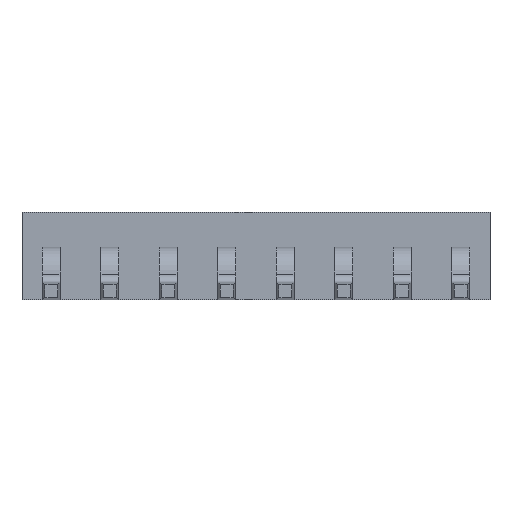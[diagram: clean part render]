
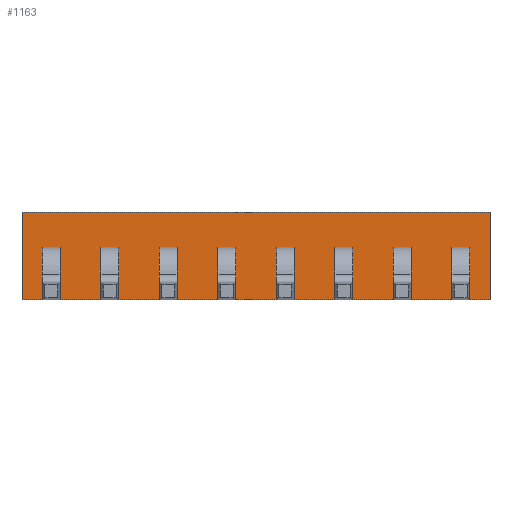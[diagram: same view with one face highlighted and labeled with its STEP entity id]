
A CAD part, front view. The second image highlights one B-rep face of the part: STEP entity #1163.
In plain terms, the highlighted planar face has unit normal (0, -1, 0).
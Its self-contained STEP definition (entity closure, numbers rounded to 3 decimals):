
#250=ORIENTED_EDGE('',*,*,#458,.T.);
#251=ORIENTED_EDGE('',*,*,#482,.T.);
#252=ORIENTED_EDGE('',*,*,#465,.T.);
#253=ORIENTED_EDGE('',*,*,#462,.T.);
#254=ORIENTED_EDGE('',*,*,#448,.T.);
#255=ORIENTED_EDGE('',*,*,#480,.T.);
#256=ORIENTED_EDGE('',*,*,#455,.T.);
#257=ORIENTED_EDGE('',*,*,#452,.T.);
#258=ORIENTED_EDGE('',*,*,#438,.T.);
#259=ORIENTED_EDGE('',*,*,#478,.T.);
#260=ORIENTED_EDGE('',*,*,#445,.T.);
#261=ORIENTED_EDGE('',*,*,#442,.T.);
#262=ORIENTED_EDGE('',*,*,#428,.T.);
#263=ORIENTED_EDGE('',*,*,#476,.T.);
#264=ORIENTED_EDGE('',*,*,#435,.T.);
#265=ORIENTED_EDGE('',*,*,#432,.T.);
#266=ORIENTED_EDGE('',*,*,#418,.T.);
#267=ORIENTED_EDGE('',*,*,#474,.T.);
#268=ORIENTED_EDGE('',*,*,#425,.T.);
#269=ORIENTED_EDGE('',*,*,#422,.T.);
#270=ORIENTED_EDGE('',*,*,#408,.T.);
#271=ORIENTED_EDGE('',*,*,#472,.T.);
#272=ORIENTED_EDGE('',*,*,#415,.T.);
#273=ORIENTED_EDGE('',*,*,#412,.T.);
#274=ORIENTED_EDGE('',*,*,#398,.T.);
#275=ORIENTED_EDGE('',*,*,#470,.T.);
#276=ORIENTED_EDGE('',*,*,#405,.T.);
#277=ORIENTED_EDGE('',*,*,#402,.T.);
#278=ORIENTED_EDGE('',*,*,#388,.T.);
#279=ORIENTED_EDGE('',*,*,#468,.T.);
#280=ORIENTED_EDGE('',*,*,#395,.T.);
#281=ORIENTED_EDGE('',*,*,#392,.T.);
#282=ORIENTED_EDGE('',*,*,#378,.F.);
#283=ORIENTED_EDGE('',*,*,#484,.F.);
#284=ORIENTED_EDGE('',*,*,#385,.F.);
#285=ORIENTED_EDGE('',*,*,#382,.F.);
#378=EDGE_CURVE('',#532,#533,#632,.T.);
#382=EDGE_CURVE('',#533,#536,#636,.T.);
#385=EDGE_CURVE('',#536,#538,#639,.T.);
#388=EDGE_CURVE('',#540,#541,#642,.T.);
#392=EDGE_CURVE('',#544,#540,#646,.T.);
#395=EDGE_CURVE('',#546,#544,#649,.T.);
#398=EDGE_CURVE('',#548,#549,#652,.T.);
#402=EDGE_CURVE('',#552,#548,#656,.T.);
#405=EDGE_CURVE('',#554,#552,#659,.T.);
#408=EDGE_CURVE('',#556,#557,#662,.T.);
#412=EDGE_CURVE('',#560,#556,#666,.T.);
#415=EDGE_CURVE('',#562,#560,#669,.T.);
#418=EDGE_CURVE('',#564,#565,#672,.T.);
#422=EDGE_CURVE('',#568,#564,#676,.T.);
#425=EDGE_CURVE('',#570,#568,#679,.T.);
#428=EDGE_CURVE('',#572,#573,#682,.T.);
#432=EDGE_CURVE('',#576,#572,#686,.T.);
#435=EDGE_CURVE('',#578,#576,#689,.T.);
#438=EDGE_CURVE('',#580,#581,#692,.T.);
#442=EDGE_CURVE('',#584,#580,#696,.T.);
#445=EDGE_CURVE('',#586,#584,#699,.T.);
#448=EDGE_CURVE('',#588,#589,#702,.T.);
#452=EDGE_CURVE('',#592,#588,#706,.T.);
#455=EDGE_CURVE('',#594,#592,#709,.T.);
#458=EDGE_CURVE('',#596,#597,#712,.T.);
#462=EDGE_CURVE('',#600,#596,#716,.T.);
#465=EDGE_CURVE('',#602,#600,#719,.T.);
#468=EDGE_CURVE('',#541,#546,#722,.T.);
#470=EDGE_CURVE('',#549,#554,#724,.T.);
#472=EDGE_CURVE('',#557,#562,#726,.T.);
#474=EDGE_CURVE('',#565,#570,#728,.T.);
#476=EDGE_CURVE('',#573,#578,#730,.T.);
#478=EDGE_CURVE('',#581,#586,#732,.T.);
#480=EDGE_CURVE('',#589,#594,#734,.T.);
#482=EDGE_CURVE('',#597,#602,#736,.T.);
#484=EDGE_CURVE('',#538,#532,#738,.T.);
#532=VERTEX_POINT('',#1587);
#533=VERTEX_POINT('',#1588);
#536=VERTEX_POINT('',#1596);
#538=VERTEX_POINT('',#1602);
#540=VERTEX_POINT('',#1608);
#541=VERTEX_POINT('',#1609);
#544=VERTEX_POINT('',#1617);
#546=VERTEX_POINT('',#1623);
#548=VERTEX_POINT('',#1629);
#549=VERTEX_POINT('',#1630);
#552=VERTEX_POINT('',#1638);
#554=VERTEX_POINT('',#1644);
#556=VERTEX_POINT('',#1650);
#557=VERTEX_POINT('',#1651);
#560=VERTEX_POINT('',#1659);
#562=VERTEX_POINT('',#1665);
#564=VERTEX_POINT('',#1671);
#565=VERTEX_POINT('',#1672);
#568=VERTEX_POINT('',#1680);
#570=VERTEX_POINT('',#1686);
#572=VERTEX_POINT('',#1692);
#573=VERTEX_POINT('',#1693);
#576=VERTEX_POINT('',#1701);
#578=VERTEX_POINT('',#1707);
#580=VERTEX_POINT('',#1713);
#581=VERTEX_POINT('',#1714);
#584=VERTEX_POINT('',#1722);
#586=VERTEX_POINT('',#1728);
#588=VERTEX_POINT('',#1734);
#589=VERTEX_POINT('',#1735);
#592=VERTEX_POINT('',#1743);
#594=VERTEX_POINT('',#1749);
#596=VERTEX_POINT('',#1755);
#597=VERTEX_POINT('',#1756);
#600=VERTEX_POINT('',#1764);
#602=VERTEX_POINT('',#1770);
#632=LINE('',#1586,#778);
#636=LINE('',#1595,#782);
#639=LINE('',#1601,#785);
#642=LINE('',#1607,#788);
#646=LINE('',#1616,#792);
#649=LINE('',#1622,#795);
#652=LINE('',#1628,#798);
#656=LINE('',#1637,#802);
#659=LINE('',#1643,#805);
#662=LINE('',#1649,#808);
#666=LINE('',#1658,#812);
#669=LINE('',#1664,#815);
#672=LINE('',#1670,#818);
#676=LINE('',#1679,#822);
#679=LINE('',#1685,#825);
#682=LINE('',#1691,#828);
#686=LINE('',#1700,#832);
#689=LINE('',#1706,#835);
#692=LINE('',#1712,#838);
#696=LINE('',#1721,#842);
#699=LINE('',#1727,#845);
#702=LINE('',#1733,#848);
#706=LINE('',#1742,#852);
#709=LINE('',#1748,#855);
#712=LINE('',#1754,#858);
#716=LINE('',#1763,#862);
#719=LINE('',#1769,#865);
#722=LINE('',#1775,#868);
#724=LINE('',#1778,#870);
#726=LINE('',#1781,#872);
#728=LINE('',#1784,#874);
#730=LINE('',#1787,#876);
#732=LINE('',#1790,#878);
#734=LINE('',#1793,#880);
#736=LINE('',#1796,#882);
#738=LINE('',#1799,#884);
#778=VECTOR('',#1290,1000.);
#782=VECTOR('',#1296,1000.);
#785=VECTOR('',#1301,1000.);
#788=VECTOR('',#1306,1000.);
#792=VECTOR('',#1312,1000.);
#795=VECTOR('',#1317,1000.);
#798=VECTOR('',#1322,1000.);
#802=VECTOR('',#1328,1000.);
#805=VECTOR('',#1333,1000.);
#808=VECTOR('',#1338,1000.);
#812=VECTOR('',#1344,1000.);
#815=VECTOR('',#1349,1000.);
#818=VECTOR('',#1354,1000.);
#822=VECTOR('',#1360,1000.);
#825=VECTOR('',#1365,1000.);
#828=VECTOR('',#1370,1000.);
#832=VECTOR('',#1376,1000.);
#835=VECTOR('',#1381,1000.);
#838=VECTOR('',#1386,1000.);
#842=VECTOR('',#1392,1000.);
#845=VECTOR('',#1397,1000.);
#848=VECTOR('',#1402,1000.);
#852=VECTOR('',#1408,1000.);
#855=VECTOR('',#1413,1000.);
#858=VECTOR('',#1418,1000.);
#862=VECTOR('',#1424,1000.);
#865=VECTOR('',#1429,1000.);
#868=VECTOR('',#1434,1000.);
#870=VECTOR('',#1438,1000.);
#872=VECTOR('',#1442,1000.);
#874=VECTOR('',#1446,1000.);
#876=VECTOR('',#1450,1000.);
#878=VECTOR('',#1454,1000.);
#880=VECTOR('',#1458,1000.);
#882=VECTOR('',#1462,1000.);
#884=VECTOR('',#1466,1000.);
#969=EDGE_LOOP('',(#250,#251,#252,#253));
#970=EDGE_LOOP('',(#254,#255,#256,#257));
#971=EDGE_LOOP('',(#258,#259,#260,#261));
#972=EDGE_LOOP('',(#262,#263,#264,#265));
#973=EDGE_LOOP('',(#266,#267,#268,#269));
#974=EDGE_LOOP('',(#270,#271,#272,#273));
#975=EDGE_LOOP('',(#274,#275,#276,#277));
#976=EDGE_LOOP('',(#278,#279,#280,#281));
#977=EDGE_LOOP('',(#282,#283,#284,#285));
#1043=FACE_BOUND('',#969,.T.);
#1044=FACE_BOUND('',#970,.T.);
#1045=FACE_BOUND('',#971,.T.);
#1046=FACE_BOUND('',#972,.T.);
#1047=FACE_BOUND('',#973,.T.);
#1048=FACE_BOUND('',#974,.T.);
#1049=FACE_BOUND('',#975,.T.);
#1050=FACE_BOUND('',#976,.T.);
#1051=FACE_BOUND('',#977,.T.);
#1109=PLANE('',#1248);
#1163=ADVANCED_FACE('',(#1043,#1044,#1045,#1046,#1047,#1048,#1049,#1050,
#1051),#1109,.F.);
#1248=AXIS2_PLACEMENT_3D('',#1802,#1470,#1471);
#1290=DIRECTION('',(0.,0.,1.));
#1296=DIRECTION('',(1.,0.,0.));
#1301=DIRECTION('',(0.,0.,-1.));
#1306=DIRECTION('',(0.,0.,1.));
#1312=DIRECTION('',(-1.,0.,0.));
#1317=DIRECTION('',(0.,0.,-1.));
#1322=DIRECTION('',(0.,0.,1.));
#1328=DIRECTION('',(-1.,0.,0.));
#1333=DIRECTION('',(0.,0.,-1.));
#1338=DIRECTION('',(0.,0.,1.));
#1344=DIRECTION('',(-1.,0.,0.));
#1349=DIRECTION('',(0.,0.,-1.));
#1354=DIRECTION('',(0.,0.,1.));
#1360=DIRECTION('',(-1.,0.,0.));
#1365=DIRECTION('',(0.,0.,-1.));
#1370=DIRECTION('',(0.,0.,1.));
#1376=DIRECTION('',(-1.,0.,0.));
#1381=DIRECTION('',(0.,0.,-1.));
#1386=DIRECTION('',(0.,0.,1.));
#1392=DIRECTION('',(-1.,0.,0.));
#1397=DIRECTION('',(0.,0.,-1.));
#1402=DIRECTION('',(0.,0.,1.));
#1408=DIRECTION('',(-1.,0.,0.));
#1413=DIRECTION('',(0.,0.,-1.));
#1418=DIRECTION('',(0.,0.,1.));
#1424=DIRECTION('',(-1.,0.,0.));
#1429=DIRECTION('',(0.,0.,-1.));
#1434=DIRECTION('',(1.,0.,0.));
#1438=DIRECTION('',(1.,0.,0.));
#1442=DIRECTION('',(1.,0.,0.));
#1446=DIRECTION('',(1.,0.,0.));
#1450=DIRECTION('',(1.,0.,0.));
#1454=DIRECTION('',(1.,0.,0.));
#1458=DIRECTION('',(1.,0.,0.));
#1462=DIRECTION('',(1.,0.,0.));
#1466=DIRECTION('',(-1.,0.,0.));
#1470=DIRECTION('',(0.,1.,0.));
#1471=DIRECTION('',(0.,0.,1.));
#1586=CARTESIAN_POINT('',(0.,0.,0.));
#1587=CARTESIAN_POINT('',(0.,0.,0.));
#1588=CARTESIAN_POINT('',(0.,0.,1.5));
#1595=CARTESIAN_POINT('',(0.,0.,1.5));
#1596=CARTESIAN_POINT('',(8.,0.,1.5));
#1601=CARTESIAN_POINT('',(8.,0.,1.5));
#1602=CARTESIAN_POINT('',(8.,0.,0.));
#1607=CARTESIAN_POINT('',(7.35,0.,0.6));
#1608=CARTESIAN_POINT('',(7.35,0.,0.6));
#1609=CARTESIAN_POINT('',(7.35,0.,0.9));
#1616=CARTESIAN_POINT('',(7.65,0.,0.6));
#1617=CARTESIAN_POINT('',(7.65,0.,0.6));
#1622=CARTESIAN_POINT('',(7.65,0.,0.9));
#1623=CARTESIAN_POINT('',(7.65,0.,0.9));
#1628=CARTESIAN_POINT('',(6.35,0.,0.6));
#1629=CARTESIAN_POINT('',(6.35,0.,0.6));
#1630=CARTESIAN_POINT('',(6.35,0.,0.9));
#1637=CARTESIAN_POINT('',(6.65,0.,0.6));
#1638=CARTESIAN_POINT('',(6.65,0.,0.6));
#1643=CARTESIAN_POINT('',(6.65,0.,0.9));
#1644=CARTESIAN_POINT('',(6.65,0.,0.9));
#1649=CARTESIAN_POINT('',(5.35,0.,0.6));
#1650=CARTESIAN_POINT('',(5.35,0.,0.6));
#1651=CARTESIAN_POINT('',(5.35,0.,0.9));
#1658=CARTESIAN_POINT('',(5.65,0.,0.6));
#1659=CARTESIAN_POINT('',(5.65,0.,0.6));
#1664=CARTESIAN_POINT('',(5.65,0.,0.9));
#1665=CARTESIAN_POINT('',(5.65,0.,0.9));
#1670=CARTESIAN_POINT('',(4.35,0.,0.6));
#1671=CARTESIAN_POINT('',(4.35,0.,0.6));
#1672=CARTESIAN_POINT('',(4.35,0.,0.9));
#1679=CARTESIAN_POINT('',(4.65,0.,0.6));
#1680=CARTESIAN_POINT('',(4.65,0.,0.6));
#1685=CARTESIAN_POINT('',(4.65,0.,0.9));
#1686=CARTESIAN_POINT('',(4.65,0.,0.9));
#1691=CARTESIAN_POINT('',(3.35,0.,0.6));
#1692=CARTESIAN_POINT('',(3.35,0.,0.6));
#1693=CARTESIAN_POINT('',(3.35,0.,0.9));
#1700=CARTESIAN_POINT('',(3.65,0.,0.6));
#1701=CARTESIAN_POINT('',(3.65,0.,0.6));
#1706=CARTESIAN_POINT('',(3.65,0.,0.9));
#1707=CARTESIAN_POINT('',(3.65,0.,0.9));
#1712=CARTESIAN_POINT('',(2.35,0.,0.6));
#1713=CARTESIAN_POINT('',(2.35,0.,0.6));
#1714=CARTESIAN_POINT('',(2.35,0.,0.9));
#1721=CARTESIAN_POINT('',(2.65,0.,0.6));
#1722=CARTESIAN_POINT('',(2.65,0.,0.6));
#1727=CARTESIAN_POINT('',(2.65,0.,0.9));
#1728=CARTESIAN_POINT('',(2.65,0.,0.9));
#1733=CARTESIAN_POINT('',(1.35,0.,0.6));
#1734=CARTESIAN_POINT('',(1.35,0.,0.6));
#1735=CARTESIAN_POINT('',(1.35,0.,0.9));
#1742=CARTESIAN_POINT('',(1.65,0.,0.6));
#1743=CARTESIAN_POINT('',(1.65,0.,0.6));
#1748=CARTESIAN_POINT('',(1.65,0.,0.9));
#1749=CARTESIAN_POINT('',(1.65,0.,0.9));
#1754=CARTESIAN_POINT('',(0.35,0.,0.6));
#1755=CARTESIAN_POINT('',(0.35,0.,0.6));
#1756=CARTESIAN_POINT('',(0.35,0.,0.9));
#1763=CARTESIAN_POINT('',(0.65,0.,0.6));
#1764=CARTESIAN_POINT('',(0.65,0.,0.6));
#1769=CARTESIAN_POINT('',(0.65,0.,0.9));
#1770=CARTESIAN_POINT('',(0.65,0.,0.9));
#1775=CARTESIAN_POINT('',(7.35,0.,0.9));
#1778=CARTESIAN_POINT('',(6.35,0.,0.9));
#1781=CARTESIAN_POINT('',(5.35,0.,0.9));
#1784=CARTESIAN_POINT('',(4.35,0.,0.9));
#1787=CARTESIAN_POINT('',(3.35,0.,0.9));
#1790=CARTESIAN_POINT('',(2.35,0.,0.9));
#1793=CARTESIAN_POINT('',(1.35,0.,0.9));
#1796=CARTESIAN_POINT('',(0.35,0.,0.9));
#1799=CARTESIAN_POINT('',(8.,0.,0.));
#1802=CARTESIAN_POINT('',(0.,0.,0.));
